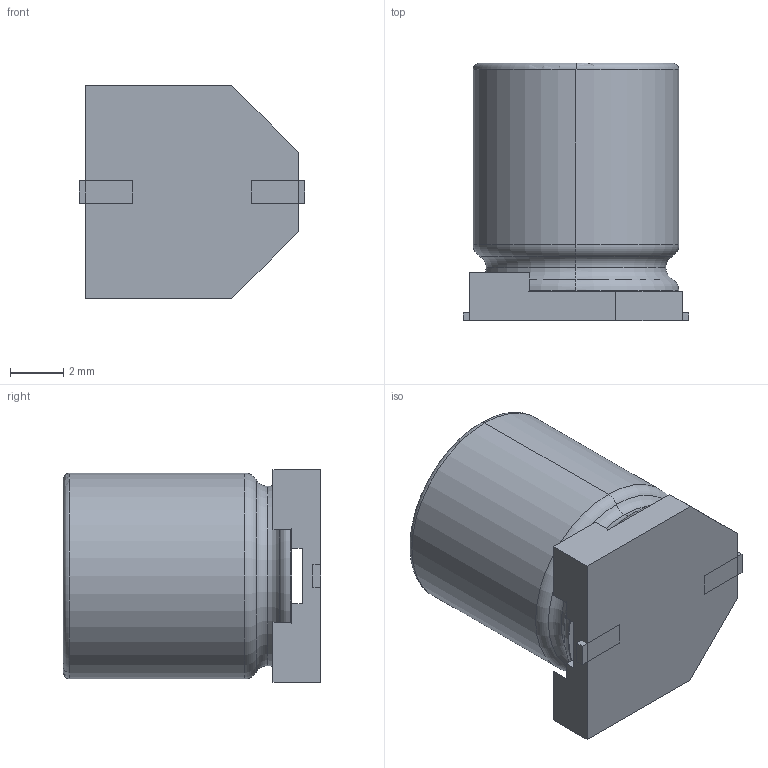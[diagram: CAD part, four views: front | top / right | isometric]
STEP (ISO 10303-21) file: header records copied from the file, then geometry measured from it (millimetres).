
FILE_DESCRIPTION (( 'STEP AP214' ), '1' );
FILE_NAME ('50K 53503 100 SMD.STEP', '2024-04-26T12:21:11', ( '' ), ( '' ), 'SwSTEP 2.0', 'SolidWorks 2024', '' );
FILE_SCHEMA (( 'AUTOMOTIVE_DESIGN' ));
Length unit declared in the file: millimetre
Products named in the file (1): 50K 53503 100 SMD
Bounding box: 8.5 x 9.7 x 8 mm (x, y, z)
Volume: 455.8 mm3; surface area: 417.8 mm2
Topology: 3 solids, 3 shells, 463 faces, 1322 edges, 876 vertices
Faces by surface type: plane 336, bspline 111, torus 10, cylinder 6
Entity records: 22355 total; most frequent: CARTESIAN_POINT 5880, ORIENTED_EDGE 2644, DIRECTION 1840, EDGE_CURVE 1322, VECTOR 1054, LINE 1054, VERTEX_POINT 876, EDGE_LOOP 476
